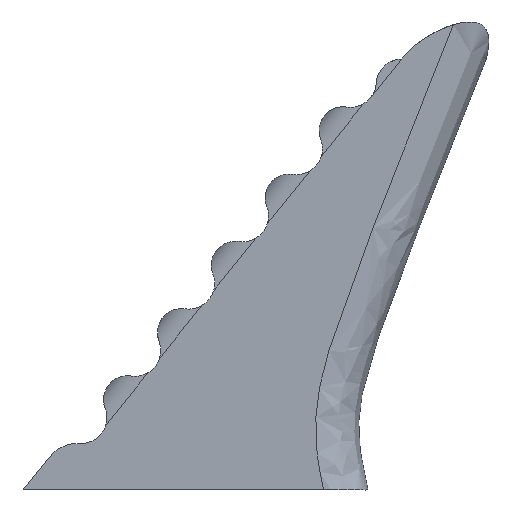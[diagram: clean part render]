
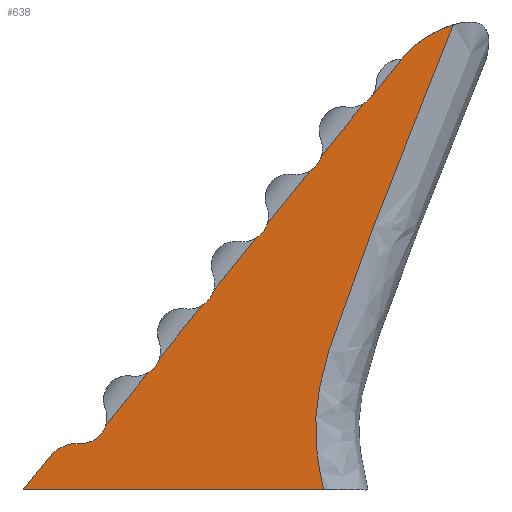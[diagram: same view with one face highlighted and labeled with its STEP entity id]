
A CAD part, left-side view. The second image highlights one B-rep face of the part: STEP entity #638.
In plain terms, the highlighted planar face has unit normal (-1, 0, 0).
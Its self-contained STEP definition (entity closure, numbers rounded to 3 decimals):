
#42=(
BOUNDED_CURVE()
B_SPLINE_CURVE(5,(#1142,#1143,#1144,#1145,#1146,#1147,#1148,#1149),
 .UNSPECIFIED.,.F.,.F.)
B_SPLINE_CURVE_WITH_KNOTS((6,1,1,6),(0.56,0.6,0.8,1.),
 .UNSPECIFIED.)
CURVE()
GEOMETRIC_REPRESENTATION_ITEM()
RATIONAL_B_SPLINE_CURVE((1.,1.,1.,1.,1.,1.,1.,1.))
REPRESENTATION_ITEM('')
);
#46=CIRCLE('',#689,3.);
#47=CIRCLE('',#690,3.);
#48=CIRCLE('',#691,3.);
#49=CIRCLE('',#692,3.);
#50=CIRCLE('',#693,3.);
#51=CIRCLE('',#694,3.);
#52=CIRCLE('',#695,4.);
#61=LINE('',#1023,#102);
#67=LINE('',#1151,#108);
#68=LINE('',#1155,#109);
#69=LINE('',#1159,#110);
#70=LINE('',#1163,#111);
#71=LINE('',#1167,#112);
#72=LINE('',#1171,#113);
#73=LINE('',#1176,#114);
#102=VECTOR('',#740,10.);
#108=VECTOR('',#750,10.);
#109=VECTOR('',#753,10.);
#110=VECTOR('',#756,10.);
#111=VECTOR('',#759,10.);
#112=VECTOR('',#762,10.);
#113=VECTOR('',#765,10.);
#114=VECTOR('',#770,10.);
#144=PLANE('',#688);
#154=FACE_OUTER_BOUND('',#192,.T.);
#192=EDGE_LOOP('',(#450,#451,#452,#453,#454,#455,#456,#457,#458,#459,#460,
#461,#462,#463,#464,#465,#466));
#232=B_SPLINE_CURVE_WITH_KNOTS('',3,(#1128,#1129,#1130,#1131,#1132,#1133,
#1134,#1135,#1136,#1137,#1138,#1139),.UNSPECIFIED.,.F.,.F.,(4,2,1,1,1,1,
1,1,4),(-5.813,-5.583,-3.988,-2.393,
-1.595,-1.196,-0.798,-0.399,
-0.122),.UNSPECIFIED.);
#271=VERTEX_POINT('',#1011);
#272=VERTEX_POINT('',#1022);
#278=VERTEX_POINT('',#1107);
#279=VERTEX_POINT('',#1141);
#280=VERTEX_POINT('',#1150);
#281=VERTEX_POINT('',#1152);
#282=VERTEX_POINT('',#1154);
#283=VERTEX_POINT('',#1156);
#284=VERTEX_POINT('',#1158);
#285=VERTEX_POINT('',#1160);
#286=VERTEX_POINT('',#1162);
#287=VERTEX_POINT('',#1164);
#288=VERTEX_POINT('',#1166);
#289=VERTEX_POINT('',#1168);
#290=VERTEX_POINT('',#1170);
#291=VERTEX_POINT('',#1172);
#292=VERTEX_POINT('',#1174);
#338=EDGE_CURVE('',#272,#271,#61,.T.);
#346=EDGE_CURVE('',#278,#271,#232,.T.);
#347=EDGE_CURVE('',#278,#279,#42,.T.);
#348=EDGE_CURVE('',#280,#279,#67,.T.);
#349=EDGE_CURVE('',#280,#281,#46,.T.);
#350=EDGE_CURVE('',#282,#281,#68,.T.);
#351=EDGE_CURVE('',#282,#283,#47,.T.);
#352=EDGE_CURVE('',#284,#283,#69,.T.);
#353=EDGE_CURVE('',#284,#285,#48,.T.);
#354=EDGE_CURVE('',#286,#285,#70,.T.);
#355=EDGE_CURVE('',#286,#287,#49,.T.);
#356=EDGE_CURVE('',#288,#287,#71,.T.);
#357=EDGE_CURVE('',#288,#289,#50,.T.);
#358=EDGE_CURVE('',#290,#289,#72,.T.);
#359=EDGE_CURVE('',#290,#291,#51,.T.);
#360=EDGE_CURVE('',#292,#291,#52,.T.);
#361=EDGE_CURVE('',#292,#272,#73,.T.);
#450=ORIENTED_EDGE('',*,*,#346,.F.);
#451=ORIENTED_EDGE('',*,*,#347,.T.);
#452=ORIENTED_EDGE('',*,*,#348,.F.);
#453=ORIENTED_EDGE('',*,*,#349,.T.);
#454=ORIENTED_EDGE('',*,*,#350,.F.);
#455=ORIENTED_EDGE('',*,*,#351,.T.);
#456=ORIENTED_EDGE('',*,*,#352,.F.);
#457=ORIENTED_EDGE('',*,*,#353,.T.);
#458=ORIENTED_EDGE('',*,*,#354,.F.);
#459=ORIENTED_EDGE('',*,*,#355,.T.);
#460=ORIENTED_EDGE('',*,*,#356,.F.);
#461=ORIENTED_EDGE('',*,*,#357,.T.);
#462=ORIENTED_EDGE('',*,*,#358,.F.);
#463=ORIENTED_EDGE('',*,*,#359,.T.);
#464=ORIENTED_EDGE('',*,*,#360,.F.);
#465=ORIENTED_EDGE('',*,*,#361,.T.);
#466=ORIENTED_EDGE('',*,*,#338,.T.);
#638=ADVANCED_FACE('',(#154),#144,.T.);
#688=AXIS2_PLACEMENT_3D('',#1140,#748,#749);
#689=AXIS2_PLACEMENT_3D('',#1153,#751,#752);
#690=AXIS2_PLACEMENT_3D('',#1157,#754,#755);
#691=AXIS2_PLACEMENT_3D('',#1161,#757,#758);
#692=AXIS2_PLACEMENT_3D('',#1165,#760,#761);
#693=AXIS2_PLACEMENT_3D('',#1169,#763,#764);
#694=AXIS2_PLACEMENT_3D('',#1173,#766,#767);
#695=AXIS2_PLACEMENT_3D('',#1175,#768,#769);
#740=DIRECTION('',(0.,-1.,0.));
#748=DIRECTION('center_axis',(-1.,0.,0.));
#749=DIRECTION('ref_axis',(0.,-1.,0.));
#750=DIRECTION('',(0.,-0.625,0.78));
#751=DIRECTION('center_axis',(1.,0.,0.));
#752=DIRECTION('ref_axis',(0.,-1.,0.));
#753=DIRECTION('',(0.,-0.625,0.78));
#754=DIRECTION('center_axis',(1.,0.,0.));
#755=DIRECTION('ref_axis',(0.,-1.,0.));
#756=DIRECTION('',(0.,-0.625,0.78));
#757=DIRECTION('center_axis',(1.,0.,0.));
#758=DIRECTION('ref_axis',(0.,-1.,0.));
#759=DIRECTION('',(0.,-0.625,0.78));
#760=DIRECTION('center_axis',(1.,0.,0.));
#761=DIRECTION('ref_axis',(0.,-1.,0.));
#762=DIRECTION('',(0.,-0.625,0.78));
#763=DIRECTION('center_axis',(1.,0.,0.));
#764=DIRECTION('ref_axis',(0.,-1.,0.));
#765=DIRECTION('',(0.,-0.625,0.78));
#766=DIRECTION('center_axis',(1.,0.,0.));
#767=DIRECTION('ref_axis',(0.,-1.,0.));
#768=DIRECTION('center_axis',(1.,0.,0.));
#769=DIRECTION('ref_axis',(0.,0.402,0.916));
#770=DIRECTION('',(0.,0.625,-0.78));
#1011=CARTESIAN_POINT('',(0.,5.137,0.));
#1022=CARTESIAN_POINT('',(0.,40.,0.));
#1023=CARTESIAN_POINT('',(0.,40.,0.));
#1107=CARTESIAN_POINT('',(0.,-9.921,53.993));
#1128=CARTESIAN_POINT('Ctrl Pts',(0.,-9.921,
53.993));
#1129=CARTESIAN_POINT('Ctrl Pts',(0.,-9.636,
53.281));
#1130=CARTESIAN_POINT('Ctrl Pts',(0.,-9.351,
52.57));
#1131=CARTESIAN_POINT('Ctrl Pts',(0.,-7.091,
46.921));
#1132=CARTESIAN_POINT('Ctrl Pts',(0.,-3.159,
37.042));
#1133=CARTESIAN_POINT('Ctrl Pts',(0.,1.686,
24.664));
#1134=CARTESIAN_POINT('Ctrl Pts',(0.,4.746,
15.873));
#1135=CARTESIAN_POINT('Ctrl Pts',(0.,5.923,
10.674));
#1136=CARTESIAN_POINT('Ctrl Pts',(0.,6.179,
6.67));
#1137=CARTESIAN_POINT('Ctrl Pts',(0.,5.789,
3.105));
#1138=CARTESIAN_POINT('Ctrl Pts',(0.,5.342,
0.899));
#1139=CARTESIAN_POINT('Ctrl Pts',(0.,5.138,
0.));
#1140=CARTESIAN_POINT('Origin',(0.,40.,0.));
#1141=CARTESIAN_POINT('',(0.,-3.912,49.999));
#1142=CARTESIAN_POINT('Ctrl Pts',(0.,-9.921,53.993));
#1143=CARTESIAN_POINT('Ctrl Pts',(0.,-9.804,53.959));
#1144=CARTESIAN_POINT('Ctrl Pts',(0.,-9.097,53.74));
#1145=CARTESIAN_POINT('Ctrl Pts',(0.,-7.764,53.199));
#1146=CARTESIAN_POINT('Ctrl Pts',(0.,-6.443,52.44));
#1147=CARTESIAN_POINT('Ctrl Pts',(0.,-5.256,51.509));
#1148=CARTESIAN_POINT('Ctrl Pts',(0.,-4.334,50.526));
#1149=CARTESIAN_POINT('Ctrl Pts',(0.,-3.912,49.999));
#1150=CARTESIAN_POINT('',(0.,-0.326,45.525));
#1151=CARTESIAN_POINT('',(0.,37.659,-1.876));
#1152=CARTESIAN_POINT('',(0.,0.503,44.809));
#1153=CARTESIAN_POINT('Origin',(0.,2.015,47.401));
#1154=CARTESIAN_POINT('',(0.,5.41,38.687));
#1155=CARTESIAN_POINT('',(0.,37.815,-1.751));
#1156=CARTESIAN_POINT('',(0.,6.757,37.006));
#1157=CARTESIAN_POINT('Origin',(0.,8.268,39.597));
#1158=CARTESIAN_POINT('',(0.,11.663,30.883));
#1159=CARTESIAN_POINT('',(0.,37.815,-1.751));
#1160=CARTESIAN_POINT('',(0.,13.01,29.202));
#1161=CARTESIAN_POINT('Origin',(0.,14.522,31.794));
#1162=CARTESIAN_POINT('',(0.,17.916,23.08));
#1163=CARTESIAN_POINT('',(0.,37.815,-1.751));
#1164=CARTESIAN_POINT('',(0.,19.263,21.399));
#1165=CARTESIAN_POINT('Origin',(0.,20.775,23.99));
#1166=CARTESIAN_POINT('',(0.,24.17,15.276));
#1167=CARTESIAN_POINT('',(0.,37.815,-1.751));
#1168=CARTESIAN_POINT('',(0.,25.517,13.595));
#1169=CARTESIAN_POINT('Origin',(0.,27.028,16.187));
#1170=CARTESIAN_POINT('',(0.,30.423,7.473));
#1171=CARTESIAN_POINT('',(0.,37.815,-1.751));
#1172=CARTESIAN_POINT('',(0.,33.484,5.39));
#1173=CARTESIAN_POINT('Origin',(0.,33.282,8.383));
#1174=CARTESIAN_POINT('',(0.,36.874,3.901));
#1175=CARTESIAN_POINT('Origin',(0.,33.753,1.399));
#1176=CARTESIAN_POINT('',(0.,40.,0.));
